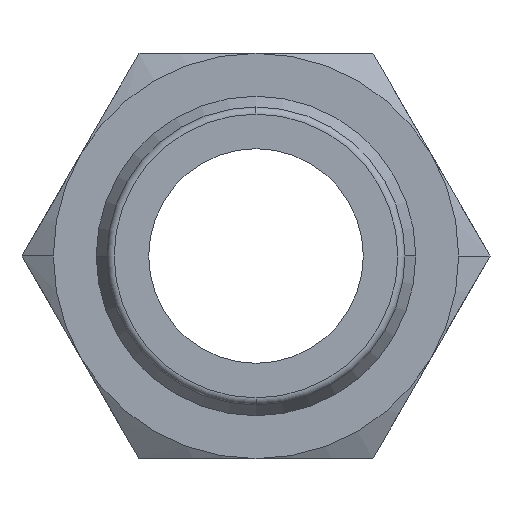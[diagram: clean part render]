
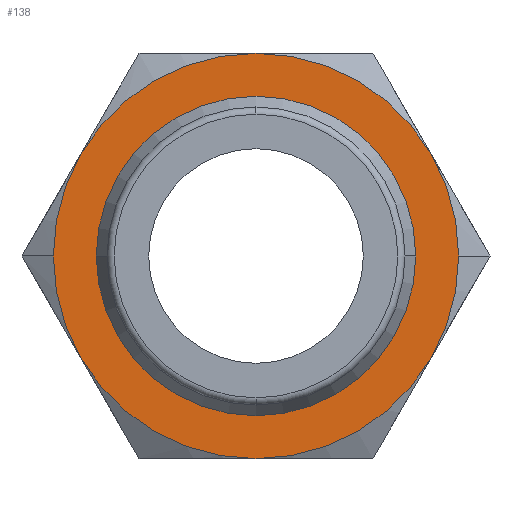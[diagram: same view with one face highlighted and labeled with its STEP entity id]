
A CAD part, front view. The second image highlights one B-rep face of the part: STEP entity #138.
In plain terms, the highlighted planar face has unit normal (0, -1, 0).
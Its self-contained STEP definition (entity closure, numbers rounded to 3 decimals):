
#138=ADVANCED_FACE('',(#277,#278),#279,.T.);
#277=FACE_OUTER_BOUND('',#414,.T.);
#278=FACE_BOUND('',#415,.T.);
#279=PLANE('',#416);
#414=EDGE_LOOP('',(#731,#732,#733,#734,#735,#736,#737,#738));
#415=EDGE_LOOP('',(#739,#740));
#416=AXIS2_PLACEMENT_3D('',#741,#742,#743);
#731=ORIENTED_EDGE('',*,*,#847,.T.);
#732=ORIENTED_EDGE('',*,*,#889,.T.);
#733=ORIENTED_EDGE('',*,*,#896,.T.);
#734=ORIENTED_EDGE('',*,*,#910,.T.);
#735=ORIENTED_EDGE('',*,*,#894,.T.);
#736=ORIENTED_EDGE('',*,*,#911,.T.);
#737=ORIENTED_EDGE('',*,*,#830,.T.);
#738=ORIENTED_EDGE('',*,*,#797,.T.);
#739=ORIENTED_EDGE('',*,*,#810,.F.);
#740=ORIENTED_EDGE('',*,*,#805,.F.);
#741=CARTESIAN_POINT('',(-4.25,14.0,0.0));
#742=DIRECTION('',(0.,-1.0,0.0));
#743=DIRECTION('',(-1.0,0.,0.0));
#797=EDGE_CURVE('',#936,#939,#941,.T.);
#805=EDGE_CURVE('',#953,#955,#956,.T.);
#810=EDGE_CURVE('',#955,#953,#962,.T.);
#830=EDGE_CURVE('',#989,#936,#990,.T.);
#847=EDGE_CURVE('',#939,#1016,#1018,.T.);
#889=EDGE_CURVE('',#1016,#1039,#1074,.T.);
#894=EDGE_CURVE('',#1021,#1078,#1080,.T.);
#896=EDGE_CURVE('',#1039,#1051,#1082,.T.);
#910=EDGE_CURVE('',#1051,#1021,#1096,.T.);
#911=EDGE_CURVE('',#1078,#989,#1097,.T.);
#936=VERTEX_POINT('',#1126);
#939=VERTEX_POINT('',#1140);
#941=CIRCLE('',#1153,8.5);
#953=VERTEX_POINT('',#1167);
#955=VERTEX_POINT('',#1170);
#956=CIRCLE('',#1171,6.7);
#962=CIRCLE('',#1178,6.7);
#989=VERTEX_POINT('',#1224);
#990=CIRCLE('',#1225,8.5);
#1016=VERTEX_POINT('',#1270);
#1018=CIRCLE('',#1273,8.5);
#1021=VERTEX_POINT('',#1287);
#1039=VERTEX_POINT('',#1329);
#1051=VERTEX_POINT('',#1377);
#1074=CIRCLE('',#1426,8.5);
#1078=VERTEX_POINT('',#1430);
#1080=CIRCLE('',#1433,8.5);
#1082=CIRCLE('',#1435,8.5);
#1096=CIRCLE('',#1450,8.5);
#1097=CIRCLE('',#1451,8.5);
#1126=CARTESIAN_POINT('',(0.,14.0,8.5));
#1140=CARTESIAN_POINT('',(-7.361,14.0,4.25));
#1153=AXIS2_PLACEMENT_3D('',#1473,#1474,#1475);
#1167=CARTESIAN_POINT('',(6.7,14.0,0.));
#1170=CARTESIAN_POINT('',(-6.7,14.0,0.));
#1171=AXIS2_PLACEMENT_3D('',#1485,#1486,#1487);
#1178=AXIS2_PLACEMENT_3D('',#1495,#1496,#1497);
#1224=CARTESIAN_POINT('',(7.361,14.0,4.25));
#1225=AXIS2_PLACEMENT_3D('',#1521,#1522,#1523);
#1270=CARTESIAN_POINT('',(-8.5,14.0,0.));
#1273=AXIS2_PLACEMENT_3D('',#1542,#1543,#1544);
#1287=CARTESIAN_POINT('',(7.361,14.0,-4.25));
#1329=CARTESIAN_POINT('',(-7.361,14.0,-4.25));
#1377=CARTESIAN_POINT('',(0.,14.0,-8.5));
#1426=AXIS2_PLACEMENT_3D('',#1593,#1594,#1595);
#1430=CARTESIAN_POINT('',(8.5,14.0,0.));
#1433=AXIS2_PLACEMENT_3D('',#1600,#1601,#1602);
#1435=AXIS2_PLACEMENT_3D('',#1603,#1604,#1605);
#1450=AXIS2_PLACEMENT_3D('',#1616,#1617,#1618);
#1451=AXIS2_PLACEMENT_3D('',#1619,#1620,#1621);
#1473=CARTESIAN_POINT('',(0.,14.0,0.0));
#1474=DIRECTION('',(0.,-1.0,0.0));
#1475=DIRECTION('',(-1.0,0.,0.0));
#1485=CARTESIAN_POINT('',(0.0,14.0,0.0));
#1486=DIRECTION('',(0.,-1.0,0.0));
#1487=DIRECTION('',(1.0,0.,0.0));
#1495=CARTESIAN_POINT('',(0.0,14.0,0.0));
#1496=DIRECTION('',(0.,-1.0,0.0));
#1497=DIRECTION('',(1.0,0.,0.0));
#1521=CARTESIAN_POINT('',(0.,14.0,0.0));
#1522=DIRECTION('',(0.,-1.0,0.0));
#1523=DIRECTION('',(-1.0,0.,0.0));
#1542=CARTESIAN_POINT('',(0.,14.0,0.0));
#1543=DIRECTION('',(0.,-1.0,0.0));
#1544=DIRECTION('',(-1.0,0.,0.0));
#1593=CARTESIAN_POINT('',(0.,14.0,0.0));
#1594=DIRECTION('',(0.,-1.0,0.0));
#1595=DIRECTION('',(-1.0,0.,0.0));
#1600=CARTESIAN_POINT('',(0.,14.0,0.0));
#1601=DIRECTION('',(0.,-1.0,0.0));
#1602=DIRECTION('',(-1.0,0.,0.0));
#1603=CARTESIAN_POINT('',(0.,14.0,0.0));
#1604=DIRECTION('',(0.,-1.0,0.0));
#1605=DIRECTION('',(-1.0,0.,0.0));
#1616=CARTESIAN_POINT('',(0.,14.0,0.0));
#1617=DIRECTION('',(0.,-1.0,0.0));
#1618=DIRECTION('',(-1.0,0.,0.0));
#1619=CARTESIAN_POINT('',(0.,14.0,0.0));
#1620=DIRECTION('',(0.,-1.0,0.0));
#1621=DIRECTION('',(-1.0,0.,0.0));
